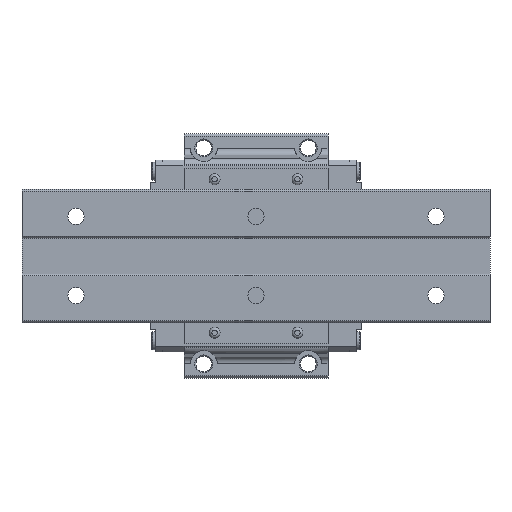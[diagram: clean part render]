
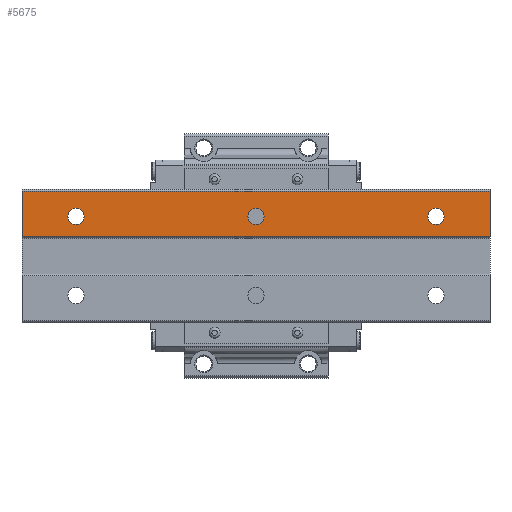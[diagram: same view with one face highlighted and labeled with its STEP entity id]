
A CAD part, front view. The second image highlights one B-rep face of the part: STEP entity #5675.
In plain terms, the highlighted planar face has unit normal (0, -1, 0).
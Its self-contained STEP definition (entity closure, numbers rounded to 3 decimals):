
#537=LINE('',#9359,#1097);
#539=LINE('',#9369,#1099);
#540=LINE('',#9371,#1100);
#541=LINE('',#9373,#1101);
#1097=VECTOR('',#7568,1000.);
#1099=VECTOR('',#7578,1000.);
#1100=VECTOR('',#7579,1000.);
#1101=VECTOR('',#7580,1000.);
#1363=PLANE('',#6170);
#1581=CIRCLE('',#6171,2.25);
#1582=CIRCLE('',#6172,2.25);
#1583=CIRCLE('',#6173,2.25);
#2911=ORIENTED_EDGE('',*,*,#3778,.F.);
#2912=ORIENTED_EDGE('',*,*,#3779,.F.);
#2913=ORIENTED_EDGE('',*,*,#3780,.F.);
#2914=ORIENTED_EDGE('',*,*,#3781,.T.);
#2915=ORIENTED_EDGE('',*,*,#3782,.F.);
#2916=ORIENTED_EDGE('',*,*,#3783,.F.);
#2917=ORIENTED_EDGE('',*,*,#3776,.T.);
#3776=EDGE_CURVE('',#4339,#4338,#537,.T.);
#3778=EDGE_CURVE('',#4340,#4340,#1581,.T.);
#3779=EDGE_CURVE('',#4341,#4341,#1582,.T.);
#3780=EDGE_CURVE('',#4342,#4342,#1583,.T.);
#3781=EDGE_CURVE('',#4338,#4343,#539,.T.);
#3782=EDGE_CURVE('',#4344,#4343,#540,.T.);
#3783=EDGE_CURVE('',#4339,#4344,#541,.T.);
#4338=VERTEX_POINT('',#9358);
#4339=VERTEX_POINT('',#9360);
#4340=VERTEX_POINT('',#9364);
#4341=VERTEX_POINT('',#9366);
#4342=VERTEX_POINT('',#9368);
#4343=VERTEX_POINT('',#9370);
#4344=VERTEX_POINT('',#9372);
#4827=EDGE_LOOP('',(#2911));
#4828=EDGE_LOOP('',(#2912));
#4829=EDGE_LOOP('',(#2913));
#4830=EDGE_LOOP('',(#2914,#2915,#2916,#2917));
#5284=FACE_BOUND('',#4827,.T.);
#5285=FACE_BOUND('',#4828,.T.);
#5286=FACE_BOUND('',#4829,.T.);
#5287=FACE_BOUND('',#4830,.T.);
#5675=ADVANCED_FACE('',(#5284,#5285,#5286,#5287),#1363,.F.);
#6170=AXIS2_PLACEMENT_3D('',#9362,#7570,#7571);
#6171=AXIS2_PLACEMENT_3D('',#9363,#7572,#7573);
#6172=AXIS2_PLACEMENT_3D('',#9365,#7574,#7575);
#6173=AXIS2_PLACEMENT_3D('',#9367,#7576,#7577);
#7568=DIRECTION('',(-1.,0.,0.));
#7570=DIRECTION('',(0.,1.,0.));
#7571=DIRECTION('',(0.,0.,1.));
#7572=DIRECTION('',(0.,-1.,0.));
#7573=DIRECTION('',(0.,0.,-1.));
#7574=DIRECTION('',(0.,-1.,0.));
#7575=DIRECTION('',(0.,0.,-1.));
#7576=DIRECTION('',(0.,-1.,0.));
#7577=DIRECTION('',(0.,0.,-1.));
#7578=DIRECTION('',(0.,0.,-1.));
#7579=DIRECTION('',(-1.,0.,0.));
#7580=DIRECTION('',(0.,0.,-1.));
#9358=CARTESIAN_POINT('',(-15.,0.,18.));
#9359=CARTESIAN_POINT('',(115.,0.,18.));
#9360=CARTESIAN_POINT('',(115.,0.,18.));
#9362=CARTESIAN_POINT('',(115.,0.,18.));
#9363=CARTESIAN_POINT('',(50.,0.,11.));
#9364=CARTESIAN_POINT('',(50.,0.,8.75));
#9365=CARTESIAN_POINT('',(100.,0.,11.));
#9366=CARTESIAN_POINT('',(100.,0.,8.75));
#9367=CARTESIAN_POINT('',(0.,0.,11.));
#9368=CARTESIAN_POINT('',(0.,0.,8.75));
#9369=CARTESIAN_POINT('',(-15.,0.,18.));
#9370=CARTESIAN_POINT('',(-15.,0.,5.5));
#9371=CARTESIAN_POINT('',(115.,0.,5.5));
#9372=CARTESIAN_POINT('',(115.,0.,5.5));
#9373=CARTESIAN_POINT('',(115.,0.,18.));
